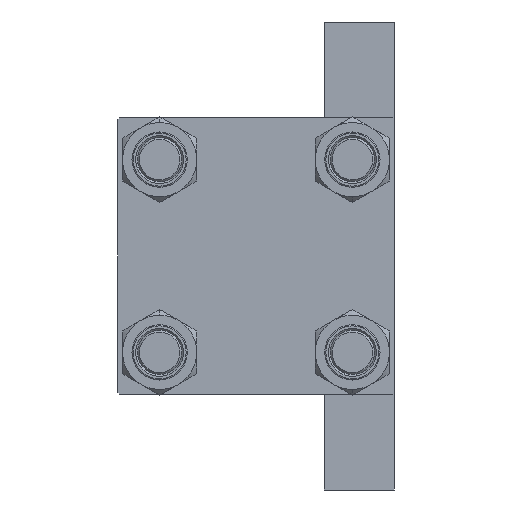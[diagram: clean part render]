
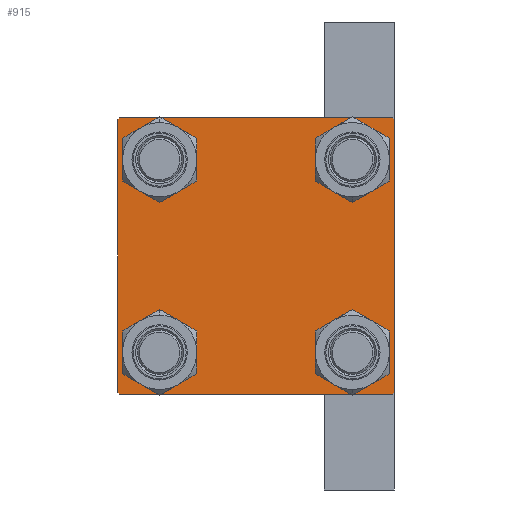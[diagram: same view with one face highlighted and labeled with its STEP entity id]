
A CAD part, left-side view. The second image highlights one B-rep face of the part: STEP entity #915.
In plain terms, the highlighted planar face has unit normal (-1, 0, 0).
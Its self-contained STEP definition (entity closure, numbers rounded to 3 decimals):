
#78 = CARTESIAN_POINT ( 'NONE',  ( 0., -37.25, 37.25 ) ) ;
#133 = ORIENTED_EDGE ( 'NONE', *, *, #17724, .T. ) ;
#381 = ORIENTED_EDGE ( 'NONE', *, *, #16571, .T. ) ;
#469 = EDGE_LOOP ( 'NONE', ( #25034, #42248 ) ) ;
#591 = EDGE_CURVE ( 'NONE', #19557, #27593, #27517, .T. ) ;
#628 = DIRECTION ( 'NONE',  ( 0., 0., 1. ) ) ;
#915 = ADVANCED_FACE ( 'NONE', ( #7806, #37703, #23722, #8529, #34987 ), #15896, .T. ) ;
#1055 = ORIENTED_EDGE ( 'NONE', *, *, #20365, .F. ) ;
#1446 = DIRECTION ( 'NONE',  ( -1., 0., 0. ) ) ;
#2246 = DIRECTION ( 'NONE',  ( 0., 0., 1. ) ) ;
#3436 = CARTESIAN_POINT ( 'NONE',  ( 0., -26.15, -19.65 ) ) ;
#3487 = DIRECTION ( 'NONE',  ( 0., 0., 1. ) ) ;
#3806 = VECTOR ( 'NONE', #4238, 1000. ) ;
#4049 = CARTESIAN_POINT ( 'NONE',  ( 0., -26.15, -26.15 ) ) ;
#4238 = DIRECTION ( 'NONE',  ( 0., -0.707, 0.707 ) ) ;
#4639 = EDGE_LOOP ( 'NONE', ( #21343, #32390 ) ) ;
#4961 = LINE ( 'NONE', #38271, #3806 ) ;
#5741 = CIRCLE ( 'NONE', #33886, 6.5 ) ;
#6514 = LINE ( 'NONE', #21468, #27179 ) ;
#7017 = VERTEX_POINT ( 'NONE', #47839 ) ;
#7612 = CARTESIAN_POINT ( 'NONE',  ( 0., 37.5, -37. ) ) ;
#7688 = EDGE_CURVE ( 'NONE', #23350, #32821, #25685, .T. ) ;
#7719 = CARTESIAN_POINT ( 'NONE',  ( 0., 26.15, -26.15 ) ) ;
#7806 = FACE_BOUND ( 'NONE', #4639, .T. ) ;
#8327 = CIRCLE ( 'NONE', #41199, 6.5 ) ;
#8472 = VECTOR ( 'NONE', #21405, 1000. ) ;
#8529 = FACE_BOUND ( 'NONE', #469, .T. ) ;
#8619 = ORIENTED_EDGE ( 'NONE', *, *, #20273, .T. ) ;
#9045 = CIRCLE ( 'NONE', #27044, 6.5 ) ;
#9438 = EDGE_CURVE ( 'NONE', #48277, #42414, #5741, .T. ) ;
#9526 = CARTESIAN_POINT ( 'NONE',  ( 0., 37., 37.5 ) ) ;
#9603 = CARTESIAN_POINT ( 'NONE',  ( 0., -26.15, 32.65 ) ) ;
#10431 = ORIENTED_EDGE ( 'NONE', *, *, #40384, .T. ) ;
#10600 = CARTESIAN_POINT ( 'NONE',  ( 0., -26.15, 26.15 ) ) ;
#10708 = CARTESIAN_POINT ( 'NONE',  ( 0., 26.15, -26.15 ) ) ;
#11644 = DIRECTION ( 'NONE',  ( 1., 0., 0. ) ) ;
#13580 = CARTESIAN_POINT ( 'NONE',  ( 0., 37.25, -37.25 ) ) ;
#13594 = VERTEX_POINT ( 'NONE', #21681 ) ;
#13686 = EDGE_LOOP ( 'NONE', ( #133, #31706 ) ) ;
#13726 = EDGE_CURVE ( 'NONE', #27593, #19557, #19057, .T. ) ;
#14674 = AXIS2_PLACEMENT_3D ( 'NONE', #10600, #29713, #37302 ) ;
#15444 = CIRCLE ( 'NONE', #14674, 6.5 ) ;
#15896 = PLANE ( 'NONE',  #26636 ) ;
#16571 = EDGE_CURVE ( 'NONE', #34449, #30685, #42613, .T. ) ;
#17724 = EDGE_CURVE ( 'NONE', #22841, #7017, #9045, .T. ) ;
#17934 = ORIENTED_EDGE ( 'NONE', *, *, #7688, .T. ) ;
#18193 = CARTESIAN_POINT ( 'NONE',  ( 0., 37.5, 37.5 ) ) ;
#19057 = CIRCLE ( 'NONE', #46435, 6.5 ) ;
#19412 = LINE ( 'NONE', #34831, #29603 ) ;
#19557 = VERTEX_POINT ( 'NONE', #23792 ) ;
#19944 = ORIENTED_EDGE ( 'NONE', *, *, #44476, .F. ) ;
#20273 = EDGE_CURVE ( 'NONE', #30685, #34449, #8327, .T. ) ;
#20365 = EDGE_CURVE ( 'NONE', #35688, #40304, #29458, .T. ) ;
#21342 = VECTOR ( 'NONE', #35143, 1000. ) ;
#21343 = ORIENTED_EDGE ( 'NONE', *, *, #40760, .T. ) ;
#21405 = DIRECTION ( 'NONE',  ( 0., 0.707, 0.707 ) ) ;
#21468 = CARTESIAN_POINT ( 'NONE',  ( 0., 37.25, 37.25 ) ) ;
#21681 = CARTESIAN_POINT ( 'NONE',  ( 0., -37., -37.5 ) ) ;
#22069 = DIRECTION ( 'NONE',  ( 0., 0., -1. ) ) ;
#22099 = CARTESIAN_POINT ( 'NONE',  ( 0., 26.15, 26.15 ) ) ;
#22580 = VECTOR ( 'NONE', #22069, 1000. ) ;
#22841 = VERTEX_POINT ( 'NONE', #32207 ) ;
#23350 = VERTEX_POINT ( 'NONE', #7612 ) ;
#23722 = FACE_BOUND ( 'NONE', #13686, .T. ) ;
#23792 = CARTESIAN_POINT ( 'NONE',  ( 0., 26.15, 19.65 ) ) ;
#23829 = VERTEX_POINT ( 'NONE', #45264 ) ;
#24216 = DIRECTION ( 'NONE',  ( 0., 0., 1. ) ) ;
#24279 = ORIENTED_EDGE ( 'NONE', *, *, #24919, .T. ) ;
#24919 = EDGE_CURVE ( 'NONE', #32821, #13594, #36669, .T. ) ;
#25034 = ORIENTED_EDGE ( 'NONE', *, *, #13726, .T. ) ;
#25194 = DIRECTION ( 'NONE',  ( 0., 0., 1. ) ) ;
#25659 = DIRECTION ( 'NONE',  ( 0., 0., 1. ) ) ;
#25685 = LINE ( 'NONE', #13580, #21342 ) ;
#25706 = CARTESIAN_POINT ( 'NONE',  ( 0., -37.5, 37. ) ) ;
#25741 = LINE ( 'NONE', #47550, #22580 ) ;
#25787 = DIRECTION ( 'NONE',  ( 0., -1., 0. ) ) ;
#25971 = CARTESIAN_POINT ( 'NONE',  ( 0., 26.15, 32.65 ) ) ;
#26022 = DIRECTION ( 'NONE',  ( 0., 0., 1. ) ) ;
#26079 = VERTEX_POINT ( 'NONE', #25706 ) ;
#26636 = AXIS2_PLACEMENT_3D ( 'NONE', #38428, #1446, #24216 ) ;
#27044 = AXIS2_PLACEMENT_3D ( 'NONE', #7719, #11644, #628 ) ;
#27179 = VECTOR ( 'NONE', #43994, 1000. ) ;
#27269 = CARTESIAN_POINT ( 'NONE',  ( 0., 26.15, 26.15 ) ) ;
#27272 = EDGE_CURVE ( 'NONE', #26079, #40304, #44635, .T. ) ;
#27517 = CIRCLE ( 'NONE', #28983, 6.5 ) ;
#27593 = VERTEX_POINT ( 'NONE', #25971 ) ;
#28181 = EDGE_CURVE ( 'NONE', #13594, #23829, #4961, .T. ) ;
#28214 = EDGE_CURVE ( 'NONE', #41832, #23350, #19412, .T. ) ;
#28436 = DIRECTION ( 'NONE',  ( 1., 0., 0. ) ) ;
#28983 = AXIS2_PLACEMENT_3D ( 'NONE', #22099, #37034, #3487 ) ;
#29458 = LINE ( 'NONE', #18193, #35724 ) ;
#29603 = VECTOR ( 'NONE', #30672, 1000. ) ;
#29609 = VECTOR ( 'NONE', #33235, 1000. ) ;
#29713 = DIRECTION ( 'NONE',  ( 1., 0., 0. ) ) ;
#30223 = DIRECTION ( 'NONE',  ( 0., 0., 1. ) ) ;
#30672 = DIRECTION ( 'NONE',  ( 0., 0., -1. ) ) ;
#30685 = VERTEX_POINT ( 'NONE', #3436 ) ;
#31706 = ORIENTED_EDGE ( 'NONE', *, *, #47023, .T. ) ;
#32207 = CARTESIAN_POINT ( 'NONE',  ( 0., 26.15, -19.65 ) ) ;
#32390 = ORIENTED_EDGE ( 'NONE', *, *, #9438, .T. ) ;
#32821 = VERTEX_POINT ( 'NONE', #45826 ) ;
#32998 = CARTESIAN_POINT ( 'NONE',  ( 0., 37.5, -37.5 ) ) ;
#33235 = DIRECTION ( 'NONE',  ( 0., -1., 0. ) ) ;
#33886 = AXIS2_PLACEMENT_3D ( 'NONE', #35729, #47720, #25194 ) ;
#34449 = VERTEX_POINT ( 'NONE', #44222 ) ;
#34831 = CARTESIAN_POINT ( 'NONE',  ( 0., 37.5, 37.5 ) ) ;
#34987 = FACE_OUTER_BOUND ( 'NONE', #45514, .T. ) ;
#35143 = DIRECTION ( 'NONE',  ( 0., -0.707, -0.707 ) ) ;
#35688 = VERTEX_POINT ( 'NONE', #9526 ) ;
#35724 = VECTOR ( 'NONE', #25787, 1000. ) ;
#35729 = CARTESIAN_POINT ( 'NONE',  ( 0., -26.15, 26.15 ) ) ;
#35974 = EDGE_LOOP ( 'NONE', ( #8619, #381 ) ) ;
#36669 = LINE ( 'NONE', #32998, #29609 ) ;
#37034 = DIRECTION ( 'NONE',  ( 1., 0., 0. ) ) ;
#37302 = DIRECTION ( 'NONE',  ( 0., 0., 1. ) ) ;
#37703 = FACE_BOUND ( 'NONE', #35974, .T. ) ;
#38271 = CARTESIAN_POINT ( 'NONE',  ( 0., -37.25, -37.25 ) ) ;
#38428 = CARTESIAN_POINT ( 'NONE',  ( 0., 0., 0. ) ) ;
#40304 = VERTEX_POINT ( 'NONE', #47180 ) ;
#40384 = EDGE_CURVE ( 'NONE', #35688, #41832, #6514, .T. ) ;
#40483 = CARTESIAN_POINT ( 'NONE',  ( 0., -26.15, -26.15 ) ) ;
#40760 = EDGE_CURVE ( 'NONE', #42414, #48277, #15444, .T. ) ;
#41021 = ORIENTED_EDGE ( 'NONE', *, *, #28214, .T. ) ;
#41159 = CARTESIAN_POINT ( 'NONE',  ( 0., 37.5, 37. ) ) ;
#41199 = AXIS2_PLACEMENT_3D ( 'NONE', #40483, #48321, #26022 ) ;
#41715 = DIRECTION ( 'NONE',  ( 1., 0., 0. ) ) ;
#41832 = VERTEX_POINT ( 'NONE', #41159 ) ;
#42248 = ORIENTED_EDGE ( 'NONE', *, *, #591, .T. ) ;
#42414 = VERTEX_POINT ( 'NONE', #9603 ) ;
#42613 = CIRCLE ( 'NONE', #44196, 6.5 ) ;
#43994 = DIRECTION ( 'NONE',  ( 0., 0.707, -0.707 ) ) ;
#44196 = AXIS2_PLACEMENT_3D ( 'NONE', #4049, #28436, #2246 ) ;
#44222 = CARTESIAN_POINT ( 'NONE',  ( 0., -26.15, -32.65 ) ) ;
#44476 = EDGE_CURVE ( 'NONE', #26079, #23829, #25741, .T. ) ;
#44499 = AXIS2_PLACEMENT_3D ( 'NONE', #10708, #47945, #25659 ) ;
#44635 = LINE ( 'NONE', #78, #8472 ) ;
#45264 = CARTESIAN_POINT ( 'NONE',  ( 0., -37.5, -37. ) ) ;
#45514 = EDGE_LOOP ( 'NONE', ( #41021, #17934, #24279, #47802, #19944, #46153, #1055, #10431 ) ) ;
#45826 = CARTESIAN_POINT ( 'NONE',  ( 0., 37., -37.5 ) ) ;
#46025 = CIRCLE ( 'NONE', #44499, 6.5 ) ;
#46153 = ORIENTED_EDGE ( 'NONE', *, *, #27272, .T. ) ;
#46435 = AXIS2_PLACEMENT_3D ( 'NONE', #27269, #41715, #30223 ) ;
#47023 = EDGE_CURVE ( 'NONE', #7017, #22841, #46025, .T. ) ;
#47180 = CARTESIAN_POINT ( 'NONE',  ( 0., -37., 37.5 ) ) ;
#47550 = CARTESIAN_POINT ( 'NONE',  ( 0., -37.5, 37.5 ) ) ;
#47720 = DIRECTION ( 'NONE',  ( 1., 0., 0. ) ) ;
#47802 = ORIENTED_EDGE ( 'NONE', *, *, #28181, .T. ) ;
#47839 = CARTESIAN_POINT ( 'NONE',  ( 0., 26.15, -32.65 ) ) ;
#47945 = DIRECTION ( 'NONE',  ( 1., 0., 0. ) ) ;
#48277 = VERTEX_POINT ( 'NONE', #48382 ) ;
#48321 = DIRECTION ( 'NONE',  ( 1., 0., 0. ) ) ;
#48382 = CARTESIAN_POINT ( 'NONE',  ( 0., -26.15, 19.65 ) ) ;
